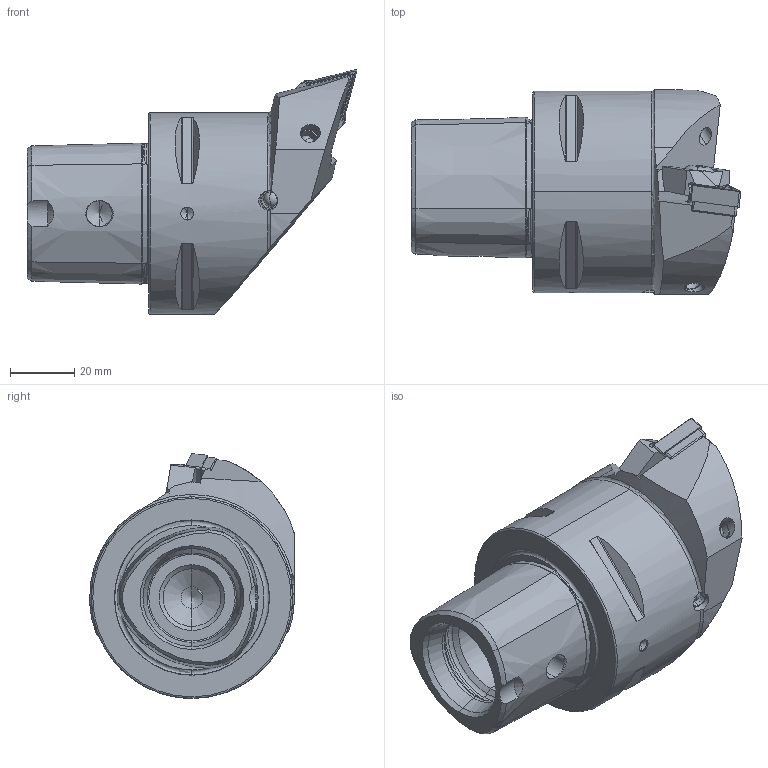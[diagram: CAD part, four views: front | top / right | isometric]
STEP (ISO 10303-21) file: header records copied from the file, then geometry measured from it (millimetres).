
FILE_DESCRIPTION (( 'STEP AP214' ), '1' );
FILE_NAME ('PS6.KTE.LQA.065.STEP', '2022-05-04T07:18:39', ( '' ), ( '' ), 'SwSTEP 2.0', 'SolidWorks 2017', '' );
FILE_SCHEMA (( 'AUTOMOTIVE_DESIGN' ));
Length unit declared in the file: millimetre
Products named in the file (10): WTE-ER5.019.008_A; ISO 4026 - M4 x 8; WTE-ER4.015.006_A; ISO 7089 - 5; WTE-ER6.024.010_A; PS6-KTE.LQA.065_A; TNMG160404; WTE-ER3.101.003_A; KVT_MB_600_060; PS6.KTE.LQA.065
Assembly tree (10 placements, depth 2):
  PS6.KTE.LQA.065
    PS6-KTE.LQA.065_A
    WTE-ER3.101.003_A
    WTE-ER4.015.006_A
    WTE-ER5.019.008_A
    WTE-ER6.024.010_A
    ISO 7089 - 5
    ISO 4026 - M4 x 8
    KVT_MB_600_060  x2
    TNMG160404
Bounding box: 103 x 63.98 x 76.5 mm (x, y, z)
Volume: 170043.7 mm3; surface area: 32535.2 mm2
Topology: 12 solids, 12 shells, 391 faces, 934 edges, 560 vertices
Faces by surface type: cone 128, cylinder 114, plane 107, torus 32, bspline 6, sphere 4
Entity records: 11657 total; most frequent: CARTESIAN_POINT 3024, DIRECTION 1726, ORIENTED_EDGE 1686, EDGE_CURVE 843, AXIS2_PLACEMENT_3D 676, VERTEX_POINT 521, EDGE_LOOP 394, LINE 374
